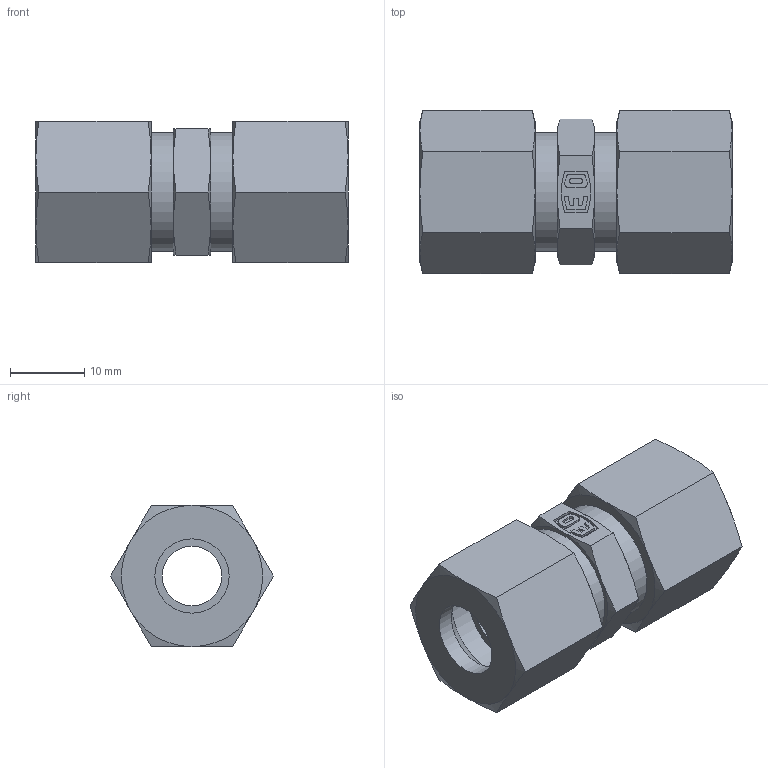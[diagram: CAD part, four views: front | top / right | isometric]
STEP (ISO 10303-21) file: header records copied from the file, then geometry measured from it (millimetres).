
FILE_DESCRIPTION( ( 'STEP AP214' ), '1' );
FILE_NAME( 'EO_Union_G10ZLCF_2_14.stp', ' ', ( ' ' ), ( ' ' ), 'PSStep 15.0.47', 'PARTsolutions', ' ' );
FILE_SCHEMA( ( 'AUTOMOTIVE_DESIGN { 1 0 10303 214 1 1 1 1 }' ) );
Length unit declared in the file: millimetre
Products named in the file (3): EO Union G10ZLCF; _EO Union G10ZLCF_1; _EO Nut EO 24° Cone end M10LCFX
Assembly tree (3 placements, depth 2):
  EO Union G10ZLCF
    _EO Union G10ZLCF_1
    _EO Nut EO 24° Cone end M10LCFX  x2
Bounding box: 42 x 21.94 x 19 mm (x, y, z)
Volume: 8853 mm3; surface area: 6598.1 mm2
Topology: 3 solids, 3 shells, 126 faces, 286 edges, 176 vertices
Faces by surface type: plane 57, cone 44, cylinder 25
Full cylindrical faces by diameter (mm): 4.2 x1, 8 x1, 10 x4, 14.376 x2, 16 x2
Entity records: 3764 total; most frequent: CARTESIAN_POINT 670, DIRECTION 458, ORIENTED_EDGE 438, EDGE_CURVE 219, AXIS2_PLACEMENT_3D 181, VERTEX_POINT 145, EDGE_LOOP 130, FACE_OUTER_BOUND 110
